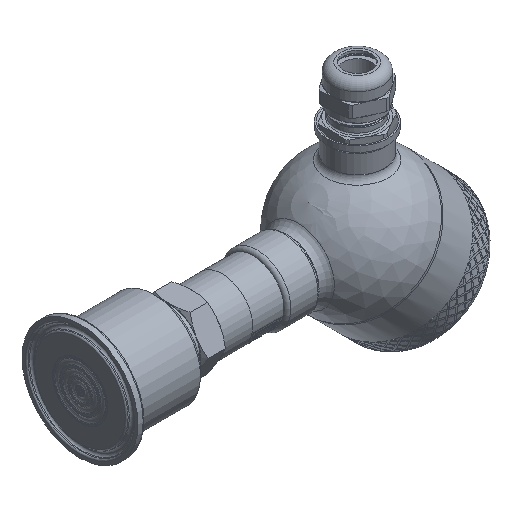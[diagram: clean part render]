
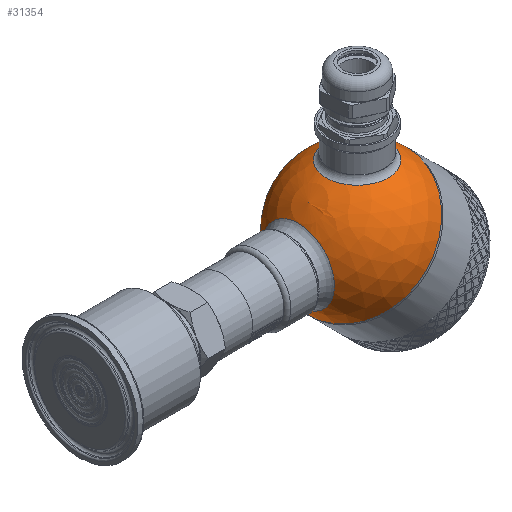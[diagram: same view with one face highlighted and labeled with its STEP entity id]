
A CAD part, isometric view. The second image highlights one B-rep face of the part: STEP entity #31354.
In plain terms, the highlighted spherical face has radius 30 mm.
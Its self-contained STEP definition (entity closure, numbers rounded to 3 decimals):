
#16=SPHERICAL_SURFACE('',#33024,30.);
#474=FACE_BOUND('',#6109,.T.);
#475=FACE_BOUND('',#6110,.T.);
#3949=FACE_OUTER_BOUND('',#6108,.T.);
#6108=EDGE_LOOP('',(#28934,#28935,#28936,#28937));
#6109=EDGE_LOOP('',(#28938));
#6110=EDGE_LOOP('',(#28939));
#6796=CIRCLE('',#33021,15.643);
#6799=CIRCLE('',#33025,30.);
#6800=CIRCLE('',#33026,30.);
#6801=CIRCLE('',#33027,30.);
#6802=CIRCLE('',#33028,13.5);
#14798=VERTEX_POINT('',#82847);
#14800=VERTEX_POINT('',#82853);
#14801=VERTEX_POINT('',#82854);
#14802=VERTEX_POINT('',#82856);
#14803=VERTEX_POINT('',#82859);
#19522=EDGE_CURVE('',#14798,#14798,#6796,.T.);
#19525=EDGE_CURVE('',#14800,#14801,#6799,.T.);
#19526=EDGE_CURVE('',#14800,#14802,#6800,.T.);
#19527=EDGE_CURVE('',#14801,#14800,#6801,.T.);
#19528=EDGE_CURVE('',#14803,#14803,#6802,.T.);
#28934=ORIENTED_EDGE('',*,*,#19525,.F.);
#28935=ORIENTED_EDGE('',*,*,#19526,.T.);
#28936=ORIENTED_EDGE('',*,*,#19526,.F.);
#28937=ORIENTED_EDGE('',*,*,#19527,.F.);
#28938=ORIENTED_EDGE('',*,*,#19522,.F.);
#28939=ORIENTED_EDGE('',*,*,#19528,.F.);
#31354=ADVANCED_FACE('',(#3949,#474,#475),#16,.T.);
#33021=AXIS2_PLACEMENT_3D('',#82848,#37019,#37020);
#33024=AXIS2_PLACEMENT_3D('',#82852,#37025,#37026);
#33025=AXIS2_PLACEMENT_3D('',#82855,#37027,#37028);
#33026=AXIS2_PLACEMENT_3D('',#82857,#37029,#37030);
#33027=AXIS2_PLACEMENT_3D('',#82858,#37031,#37032);
#33028=AXIS2_PLACEMENT_3D('',#82860,#37033,#37034);
#37019=DIRECTION('center_axis',(-0.707,0.,0.707));
#37020=DIRECTION('ref_axis',(0.707,0.,0.707));
#37025=DIRECTION('center_axis',(1.,0.,0.));
#37026=DIRECTION('ref_axis',(0.,-1.,0.));
#37027=DIRECTION('center_axis',(1.,0.,0.));
#37028=DIRECTION('ref_axis',(0.,1.,0.));
#37029=DIRECTION('center_axis',(0.,0.,1.));
#37030=DIRECTION('ref_axis',(0.,1.,0.));
#37031=DIRECTION('center_axis',(1.,0.,0.));
#37032=DIRECTION('ref_axis',(0.,1.,0.));
#37033=DIRECTION('center_axis',(-0.707,0.,-0.707));
#37034=DIRECTION('ref_axis',(-0.707,0.,0.707));
#82847=CARTESIAN_POINT('',(-29.162,0.,7.04));
#82848=CARTESIAN_POINT('Origin',(-18.101,0.,18.101));
#82852=CARTESIAN_POINT('Origin',(0.,0.,0.));
#82853=CARTESIAN_POINT('',(0.,30.,0.));
#82854=CARTESIAN_POINT('',(0.,-30.,0.));
#82855=CARTESIAN_POINT('Origin',(0.,0.,0.));
#82856=CARTESIAN_POINT('',(-30.,0.,0.));
#82857=CARTESIAN_POINT('Origin',(0.,0.,0.));
#82858=CARTESIAN_POINT('Origin',(0.,0.,0.));
#82859=CARTESIAN_POINT('',(-9.398,0.,-28.49));
#82860=CARTESIAN_POINT('Origin',(-18.944,0.,-18.944));
